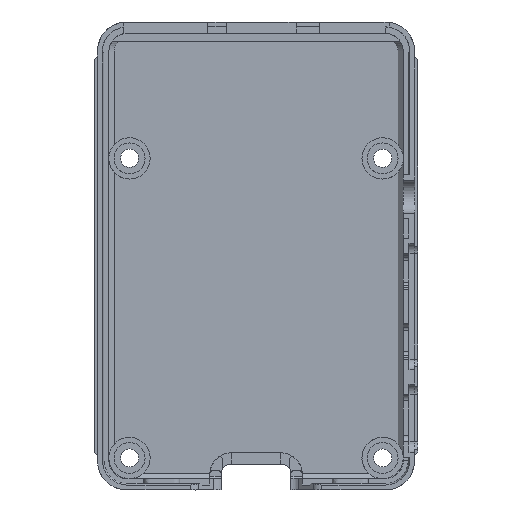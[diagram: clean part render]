
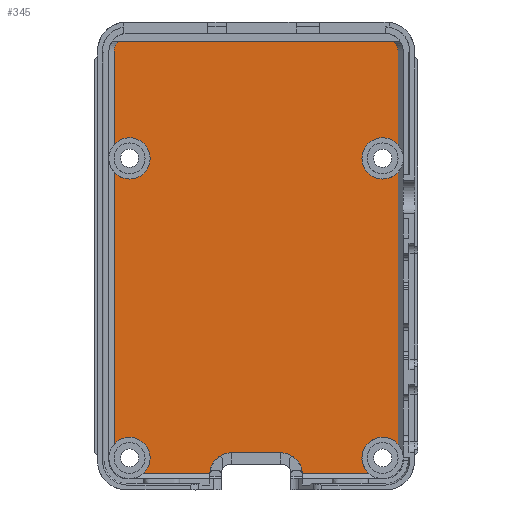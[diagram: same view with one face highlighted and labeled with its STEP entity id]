
A CAD part, top view. The second image highlights one B-rep face of the part: STEP entity #345.
In plain terms, the highlighted planar face has unit normal (0, 0, 1).
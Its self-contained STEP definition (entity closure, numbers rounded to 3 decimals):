
#345=ADVANCED_FACE('',(#653),#4967,.T.);
#653=FACE_OUTER_BOUND('',#985,.T.);
#985=EDGE_LOOP('',(#2562,#2563,#2564,#2565,#2566,#2567,#2568,#2569,#2570,
#2571,#2572,#2573,#2574,#2575,#2576,#2577,#2578));
#2562=ORIENTED_EDGE('',*,*,#3003,.T.);
#2563=ORIENTED_EDGE('',*,*,#3010,.F.);
#2564=ORIENTED_EDGE('',*,*,#3008,.F.);
#2565=ORIENTED_EDGE('',*,*,#3007,.T.);
#2566=ORIENTED_EDGE('',*,*,#3011,.T.);
#2567=ORIENTED_EDGE('',*,*,#3013,.F.);
#2568=ORIENTED_EDGE('',*,*,#3015,.F.);
#2569=ORIENTED_EDGE('',*,*,#3014,.F.);
#2570=ORIENTED_EDGE('',*,*,#3021,.F.);
#2571=ORIENTED_EDGE('',*,*,#3306,.F.);
#2572=ORIENTED_EDGE('',*,*,#3030,.F.);
#2573=ORIENTED_EDGE('',*,*,#2979,.T.);
#2574=ORIENTED_EDGE('',*,*,#3031,.T.);
#2575=ORIENTED_EDGE('',*,*,#3032,.F.);
#2576=ORIENTED_EDGE('',*,*,#3023,.F.);
#2577=ORIENTED_EDGE('',*,*,#3004,.T.);
#2578=ORIENTED_EDGE('',*,*,#3028,.F.);
#2979=EDGE_CURVE('',#4526,#4525,#3641,.T.);
#3003=EDGE_CURVE('',#4553,#4552,#3647,.T.);
#3004=EDGE_CURVE('',#4527,#4554,#3648,.T.);
#3007=EDGE_CURVE('',#4555,#4556,#3651,.T.);
#3008=EDGE_CURVE('',#4555,#4557,#4131,.T.);
#3010=EDGE_CURVE('',#4557,#4552,#3652,.T.);
#3011=EDGE_CURVE('',#4556,#4558,#3988,.T.);
#3013=EDGE_CURVE('',#4559,#4558,#3653,.T.);
#3014=EDGE_CURVE('',#4560,#4561,#3654,.T.);
#3015=EDGE_CURVE('',#4561,#4559,#4132,.T.);
#3021=EDGE_CURVE('',#4562,#4560,#4134,.T.);
#3023=EDGE_CURVE('',#4527,#4530,#3994,.T.);
#3028=EDGE_CURVE('',#4553,#4554,#4138,.T.);
#3030=EDGE_CURVE('',#4526,#4564,#3997,.T.);
#3031=EDGE_CURVE('',#4525,#4563,#3998,.T.);
#3032=EDGE_CURVE('',#4530,#4563,#3655,.T.);
#3306=EDGE_CURVE('',#4564,#4562,#3825,.T.);
#3641=B_SPLINE_CURVE_WITH_KNOTS('',1,(#8630,#8631),.UNSPECIFIED.,.F.,.F.,
(2,2),(0.,1.),.UNSPECIFIED.);
#3647=B_SPLINE_CURVE_WITH_KNOTS('',1,(#8697,#8698),.UNSPECIFIED.,.F.,.F.,
(2,2),(-18.054,0.),.UNSPECIFIED.);
#3648=B_SPLINE_CURVE_WITH_KNOTS('',1,(#8699,#8700),.UNSPECIFIED.,.F.,.F.,
(2,2),(-76.054,-23.346),.UNSPECIFIED.);
#3651=B_SPLINE_CURVE_WITH_KNOTS('',1,(#8705,#8706),.UNSPECIFIED.,.F.,.F.,
(2,2),(-303.132,-250.099),.UNSPECIFIED.);
#3652=B_SPLINE_CURVE_WITH_KNOTS('',1,(#8712,#8713),.UNSPECIFIED.,.F.,.F.,
(2,2),(0.,0.05),.UNSPECIFIED.);
#3653=B_SPLINE_CURVE_WITH_KNOTS('',1,(#8719,#8720),.UNSPECIFIED.,.F.,.F.,
(2,2),(-0.228,0.),.UNSPECIFIED.);
#3654=B_SPLINE_CURVE_WITH_KNOTS('',1,(#8721,#8722),.UNSPECIFIED.,.F.,.F.,
(2,2),(-0.96,-0.295),.UNSPECIFIED.);
#3655=B_SPLINE_CURVE_WITH_KNOTS('',1,(#8774,#8775),.UNSPECIFIED.,.F.,.F.,
(2,2),(-12.909,-12.079),.UNSPECIFIED.);
#3825=B_SPLINE_CURVE_WITH_KNOTS('',1,(#9552,#9553,#9554),.UNSPECIFIED.,
 .F.,.F.,(2,1,2),(0.,15.494,15.644),.UNSPECIFIED.);
#3988=(
BOUNDED_CURVE()
B_SPLINE_CURVE(2,(#8714,#8715,#8716),.UNSPECIFIED.,.F.,.F.)
B_SPLINE_CURVE_WITH_KNOTS((3,3),(-3.246,0.),.UNSPECIFIED.)
CURVE()
GEOMETRIC_REPRESENTATION_ITEM()
RATIONAL_B_SPLINE_CURVE((1.,0.894,1.))
REPRESENTATION_ITEM('')
);
#3994=(
BOUNDED_CURVE()
B_SPLINE_CURVE(2,(#8743,#8744,#8745,#8746,#8747,#8748,#8749,#8750,#8751),
 .UNSPECIFIED.,.F.,.F.)
B_SPLINE_CURVE_WITH_KNOTS((3,2,2,2,3),(172.053,175.32,
178.587,181.854,185.12),.UNSPECIFIED.)
CURVE()
GEOMETRIC_REPRESENTATION_ITEM()
RATIONAL_B_SPLINE_CURVE((1.,0.918,1.,0.918,1.,0.918,
1.,0.918,1.))
REPRESENTATION_ITEM('')
);
#3997=(
BOUNDED_CURVE()
B_SPLINE_CURVE(2,(#8768,#8769,#8770),.UNSPECIFIED.,.F.,.F.)
B_SPLINE_CURVE_WITH_KNOTS((3,3),(19.992,26.389),
 .UNSPECIFIED.)
CURVE()
GEOMETRIC_REPRESENTATION_ITEM()
RATIONAL_B_SPLINE_CURVE((1.,0.724,1.))
REPRESENTATION_ITEM('')
);
#3998=(
BOUNDED_CURVE()
B_SPLINE_CURVE(2,(#8771,#8772,#8773),.UNSPECIFIED.,.F.,.F.)
B_SPLINE_CURVE_WITH_KNOTS((3,3),(19.992,26.389),
 .UNSPECIFIED.)
CURVE()
GEOMETRIC_REPRESENTATION_ITEM()
RATIONAL_B_SPLINE_CURVE((1.,0.724,1.))
REPRESENTATION_ITEM('')
);
#4131=TRIMMED_CURVE($,#4205,(#8708),(#8709),.T.,.CARTESIAN.);
#4132=TRIMMED_CURVE($,#4206,(#8724),(#8725),.T.,.CARTESIAN.);
#4134=TRIMMED_CURVE($,#4208,(#8738),(#8739),.T.,.CARTESIAN.);
#4138=TRIMMED_CURVE($,#4212,(#8763),(#8764),.T.,.CARTESIAN.);
#4205=CIRCLE('',#5451,2.45);
#4206=CIRCLE('',#5452,4.);
#4208=CIRCLE('',#5454,4.);
#4212=CIRCLE('',#5458,4.);
#4525=VERTEX_POINT('',#7277);
#4526=VERTEX_POINT('',#7278);
#4527=VERTEX_POINT('',#7279);
#4530=VERTEX_POINT('',#7282);
#4552=VERTEX_POINT('',#7304);
#4553=VERTEX_POINT('',#7305);
#4554=VERTEX_POINT('',#7306);
#4555=VERTEX_POINT('',#7307);
#4556=VERTEX_POINT('',#7308);
#4557=VERTEX_POINT('',#7309);
#4558=VERTEX_POINT('',#7310);
#4559=VERTEX_POINT('',#7311);
#4560=VERTEX_POINT('',#7312);
#4561=VERTEX_POINT('',#7313);
#4562=VERTEX_POINT('',#7314);
#4563=VERTEX_POINT('',#7315);
#4564=VERTEX_POINT('',#7316);
#4967=PLANE('',#5404);
#5404=AXIS2_PLACEMENT_3D('',#6992,#5766,$);
#5451=AXIS2_PLACEMENT_3D($,#8707,#5859,#5860);
#5452=AXIS2_PLACEMENT_3D($,#8723,#5861,#5862);
#5454=AXIS2_PLACEMENT_3D($,#8737,#5865,#5866);
#5458=AXIS2_PLACEMENT_3D($,#8762,#5873,#5874);
#5766=DIRECTION('',(0.,0.,1.));
#5859=DIRECTION('',(0.,0.,-1.));
#5860=DIRECTION('',(0.605,0.796,0.));
#5861=DIRECTION('',(0.,0.,1.));
#5862=DIRECTION('',(-0.75,-0.661,0.));
#5865=DIRECTION('',(0.,0.,1.));
#5866=DIRECTION('',(0.661,-0.75,0.));
#5873=DIRECTION('',(0.,0.,1.));
#5874=DIRECTION('',(0.75,0.661,0.));
#6992=CARTESIAN_POINT('',(-8.246,73.177,65.846));
#7277=CARTESIAN_POINT('',(24.554,78.014,65.846));
#7278=CARTESIAN_POINT('',(15.054,78.014,65.846));
#7279=CARTESIAN_POINT('',(47.304,79.66,65.846));
#7282=CARTESIAN_POINT('',(41.659,74.014,65.846));
#7304=CARTESIAN_POINT('',(47.304,155.714,65.846));
#7305=CARTESIAN_POINT('',(47.304,137.66,65.846));
#7306=CARTESIAN_POINT('',(47.304,132.368,65.846));
#7307=CARTESIAN_POINT('',(46.337,157.714,65.846));
#7308=CARTESIAN_POINT('',(-6.696,157.714,65.846));
#7309=CARTESIAN_POINT('',(47.304,155.764,65.846));
#7310=CARTESIAN_POINT('',(-7.696,155.714,65.846));
#7311=CARTESIAN_POINT('',(-7.696,137.66,65.846));
#7312=CARTESIAN_POINT('',(-7.696,79.66,65.846));
#7313=CARTESIAN_POINT('',(-7.696,132.368,65.846));
#7314=CARTESIAN_POINT('',(-2.05,74.014,65.846));
#7315=CARTESIAN_POINT('',(28.75,74.014,65.846));
#7316=CARTESIAN_POINT('',(10.859,74.014,65.846));
#8630=CARTESIAN_POINT('',(15.054,78.014,65.846));
#8631=CARTESIAN_POINT('',(24.554,78.014,65.846));
#8697=CARTESIAN_POINT('',(47.304,137.66,65.846));
#8698=CARTESIAN_POINT('',(47.304,155.714,65.846));
#8699=CARTESIAN_POINT('',(47.304,79.66,65.846));
#8700=CARTESIAN_POINT('',(47.304,132.368,65.846));
#8705=CARTESIAN_POINT('',(46.337,157.714,65.846));
#8706=CARTESIAN_POINT('',(-6.696,157.714,65.846));
#8707=CARTESIAN_POINT('',(44.854,155.764,65.846));
#8708=CARTESIAN_POINT('',(46.337,157.714,65.846));
#8709=CARTESIAN_POINT('',(47.304,155.764,65.846));
#8712=CARTESIAN_POINT('',(47.304,155.764,65.846));
#8713=CARTESIAN_POINT('',(47.304,155.714,65.846));
#8714=CARTESIAN_POINT('',(-6.696,157.714,65.846));
#8715=CARTESIAN_POINT('',(-7.696,156.964,65.846));
#8716=CARTESIAN_POINT('',(-7.696,155.714,65.846));
#8719=CARTESIAN_POINT('',(-7.696,137.66,65.846));
#8720=CARTESIAN_POINT('',(-7.696,155.714,65.846));
#8721=CARTESIAN_POINT('',(-7.696,79.66,65.846));
#8722=CARTESIAN_POINT('',(-7.696,132.368,65.846));
#8723=CARTESIAN_POINT('',(-4.696,135.014,65.846));
#8724=CARTESIAN_POINT('',(-7.696,132.368,65.846));
#8725=CARTESIAN_POINT('',(-7.696,137.66,65.846));
#8737=CARTESIAN_POINT('',(-4.696,77.014,65.846));
#8738=CARTESIAN_POINT('',(-2.05,74.014,65.846));
#8739=CARTESIAN_POINT('',(-7.696,79.66,65.846));
#8743=CARTESIAN_POINT('',(47.304,79.66,65.846));
#8744=CARTESIAN_POINT('',(46.16,80.958,65.846));
#8745=CARTESIAN_POINT('',(44.43,81.012,65.846));
#8746=CARTESIAN_POINT('',(42.7,81.066,65.846));
#8747=CARTESIAN_POINT('',(41.476,79.843,65.846));
#8748=CARTESIAN_POINT('',(40.252,78.619,65.846));
#8749=CARTESIAN_POINT('',(40.306,76.889,65.846));
#8750=CARTESIAN_POINT('',(40.361,75.159,65.846));
#8751=CARTESIAN_POINT('',(41.659,74.014,65.846));
#8762=CARTESIAN_POINT('',(44.304,135.014,65.846));
#8763=CARTESIAN_POINT('',(47.304,137.66,65.846));
#8764=CARTESIAN_POINT('',(47.304,132.368,65.846));
#8768=CARTESIAN_POINT('',(15.054,78.014,65.846));
#8769=CARTESIAN_POINT('',(11.05,78.014,65.846));
#8770=CARTESIAN_POINT('',(10.859,74.014,65.846));
#8771=CARTESIAN_POINT('',(24.554,78.014,65.846));
#8772=CARTESIAN_POINT('',(28.559,78.014,65.846));
#8773=CARTESIAN_POINT('',(28.75,74.014,65.846));
#8774=CARTESIAN_POINT('',(41.659,74.014,65.846));
#8775=CARTESIAN_POINT('',(28.75,74.014,65.846));
#9552=CARTESIAN_POINT('',(10.859,74.014,65.846));
#9553=CARTESIAN_POINT('',(-1.926,74.014,65.846));
#9554=CARTESIAN_POINT('',(-2.05,74.014,65.846));
